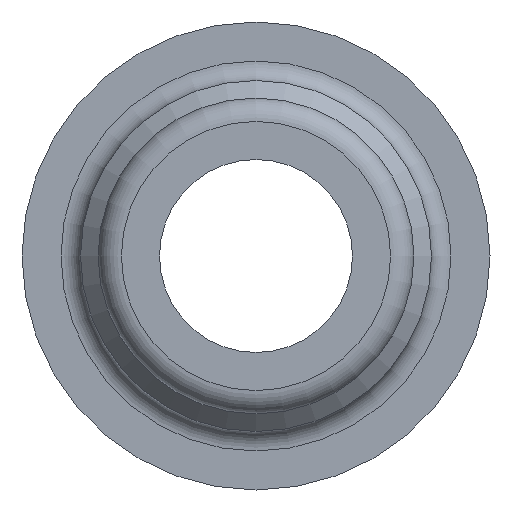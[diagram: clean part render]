
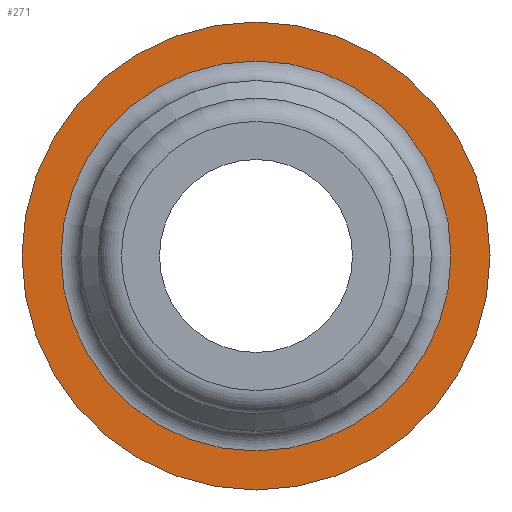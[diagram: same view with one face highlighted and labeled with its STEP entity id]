
A CAD part, left-side view. The second image highlights one B-rep face of the part: STEP entity #271.
In plain terms, the highlighted planar face has unit normal (-1, 0, 0).
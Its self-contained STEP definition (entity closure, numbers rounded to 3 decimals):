
#220=CARTESIAN_POINT('',(14.1,5.0,0.));
#221=VERTEX_POINT('',#220);
#222=CARTESIAN_POINT('',(14.1,0.0,0.0));
#223=DIRECTION('',(-1.0,0.0,0.0));
#224=DIRECTION('',(0.0,-1.0,0.0));
#225=AXIS2_PLACEMENT_3D('',#222,#223,#224);
#226=CIRCLE('',#225,5.0);
#227=EDGE_CURVE('',#221,#221,#226,.T.);
#252=CARTESIAN_POINT('',(14.1,5.25,0.0));
#253=DIRECTION('',(-1.0,0.0,0.0));
#254=DIRECTION('',(0.0,0.0,1.0));
#255=AXIS2_PLACEMENT_3D('',#252,#253,#254);
#256=PLANE('',#255);
#257=CARTESIAN_POINT('',(14.1,6.,0.0));
#258=VERTEX_POINT('',#257);
#259=CARTESIAN_POINT('',(14.1,0.0,0.0));
#260=DIRECTION('',(1.0,0.0,0.0));
#261=DIRECTION('',(0.0,1.0,0.0));
#262=AXIS2_PLACEMENT_3D('',#259,#260,#261);
#263=CIRCLE('',#262,6.);
#264=EDGE_CURVE('',#258,#258,#263,.T.);
#265=ORIENTED_EDGE('',*,*,#264,.F.);
#266=EDGE_LOOP('',(#265));
#267=FACE_OUTER_BOUND('',#266,.T.);
#268=ORIENTED_EDGE('',*,*,#227,.F.);
#269=EDGE_LOOP('',(#268));
#270=FACE_BOUND('',#269,.T.);
#271=ADVANCED_FACE('',(#267,#270),#256,.T.);
